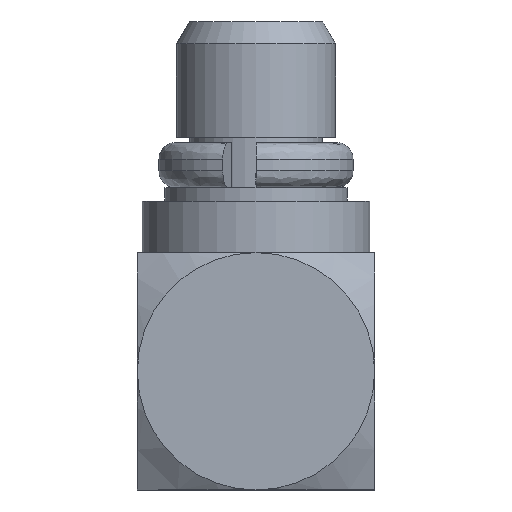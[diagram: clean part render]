
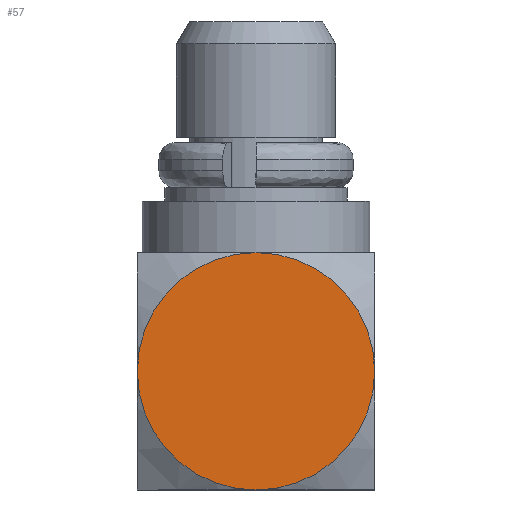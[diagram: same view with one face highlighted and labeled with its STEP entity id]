
A CAD part, left-side view. The second image highlights one B-rep face of the part: STEP entity #57.
In plain terms, the highlighted planar face has unit normal (-1, 0, 0).
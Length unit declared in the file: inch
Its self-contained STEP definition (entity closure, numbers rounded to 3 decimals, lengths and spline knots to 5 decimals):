
#57 = ADVANCED_FACE ( 'NONE', ( #1228 ), #1096, .T. ) ;
#236 = VERTEX_POINT ( 'NONE', #1891 ) ;
#240 = EDGE_CURVE ( 'NONE', #236, #974, #1523, .T. ) ;
#297 = AXIS2_PLACEMENT_3D ( 'NONE', #1447, #1946, #930 ) ;
#357 = AXIS2_PLACEMENT_3D ( 'NONE', #754, #397, #1905 ) ;
#397 = DIRECTION ( 'NONE',  ( -1., 0., 0. ) ) ;
#420 = ORIENTED_EDGE ( 'NONE', *, *, #240, .T. ) ;
#522 = DIRECTION ( 'NONE',  ( -1., 0., 0. ) ) ;
#571 = AXIS2_PLACEMENT_3D ( 'NONE', #2051, #885, #1881 ) ;
#595 = CIRCLE ( 'NONE', #297, 0.07091 ) ;
#687 = DIRECTION ( 'NONE',  ( 0., -1., 0. ) ) ;
#754 = CARTESIAN_POINT ( 'NONE',  ( -0.1403, -2.94792, -0.10645 ) ) ;
#862 = CARTESIAN_POINT ( 'NONE',  ( -0.1403, -3.08974, -0.03554 ) ) ;
#872 = AXIS2_PLACEMENT_3D ( 'NONE', #2135, #1475, #967 ) ;
#885 = DIRECTION ( 'NONE',  ( -1., 0., 0. ) ) ;
#930 = DIRECTION ( 'NONE',  ( 0., -1., 0. ) ) ;
#967 = DIRECTION ( 'NONE',  ( 0., -1., 0. ) ) ;
#974 = VERTEX_POINT ( 'NONE', #1321 ) ;
#975 = ORIENTED_EDGE ( 'NONE', *, *, #1027, .T. ) ;
#1016 = CIRCLE ( 'NONE', #872, 0.07091 ) ;
#1027 = EDGE_CURVE ( 'NONE', #2017, #2132, #595, .T. ) ;
#1083 = CIRCLE ( 'NONE', #1363, 0.07091 ) ;
#1096 = PLANE ( 'NONE',  #357 ) ;
#1107 = EDGE_LOOP ( 'NONE', ( #1977, #975, #1660, #420 ) ) ;
#1131 = CARTESIAN_POINT ( 'NONE',  ( -0.1403, -3.01883, 0.03537 ) ) ;
#1228 = FACE_OUTER_BOUND ( 'NONE', #1107, .T. ) ;
#1321 = CARTESIAN_POINT ( 'NONE',  ( -0.1403, -3.01883, -0.10645 ) ) ;
#1363 = AXIS2_PLACEMENT_3D ( 'NONE', #1690, #522, #687 ) ;
#1447 = CARTESIAN_POINT ( 'NONE',  ( -0.1403, -3.01883, -0.03554 ) ) ;
#1475 = DIRECTION ( 'NONE',  ( -1., 0., 0. ) ) ;
#1523 = CIRCLE ( 'NONE', #571, 0.07091 ) ;
#1537 = EDGE_CURVE ( 'NONE', #974, #2017, #1016, .T. ) ;
#1660 = ORIENTED_EDGE ( 'NONE', *, *, #1981, .T. ) ;
#1690 = CARTESIAN_POINT ( 'NONE',  ( -0.1403, -3.01883, -0.03554 ) ) ;
#1881 = DIRECTION ( 'NONE',  ( 0., -1., 0. ) ) ;
#1891 = CARTESIAN_POINT ( 'NONE',  ( -0.1403, -2.94792, -0.03554 ) ) ;
#1905 = DIRECTION ( 'NONE',  ( 0., 0., 1. ) ) ;
#1946 = DIRECTION ( 'NONE',  ( -1., 0., 0. ) ) ;
#1977 = ORIENTED_EDGE ( 'NONE', *, *, #1537, .T. ) ;
#1981 = EDGE_CURVE ( 'NONE', #2132, #236, #1083, .T. ) ;
#2017 = VERTEX_POINT ( 'NONE', #862 ) ;
#2051 = CARTESIAN_POINT ( 'NONE',  ( -0.1403, -3.01883, -0.03554 ) ) ;
#2132 = VERTEX_POINT ( 'NONE', #1131 ) ;
#2135 = CARTESIAN_POINT ( 'NONE',  ( -0.1403, -3.01883, -0.03554 ) ) ;
